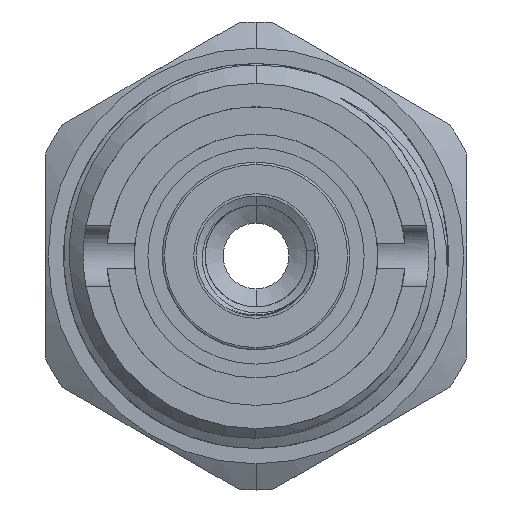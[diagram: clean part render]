
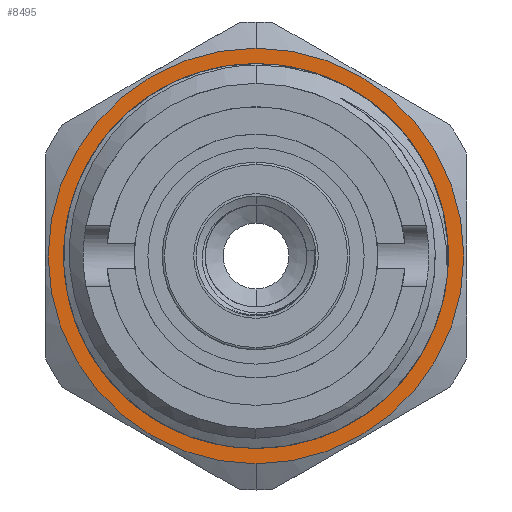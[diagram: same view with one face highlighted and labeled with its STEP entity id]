
A CAD part, front view. The second image highlights one B-rep face of the part: STEP entity #8495.
In plain terms, the highlighted planar face has unit normal (0, -1, 0).
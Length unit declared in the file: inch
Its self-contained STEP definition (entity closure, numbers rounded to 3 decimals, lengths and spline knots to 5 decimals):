
#235 = FACE_BOUND ( 'NONE', #5333, .T. ) ;
#309 = DIRECTION ( 'NONE',  ( 0., 0., -1. ) ) ;
#1120 = ORIENTED_EDGE ( 'NONE', *, *, #11228, .F. ) ;
#1378 = CIRCLE ( 'NONE', #6397, 0.555 ) ;
#1584 = CIRCLE ( 'NONE', #15063, 0.46 ) ;
#2001 = CIRCLE ( 'NONE', #9844, 0.555 ) ;
#2240 = ORIENTED_EDGE ( 'NONE', *, *, #13935, .T. ) ;
#3440 = DIRECTION ( 'NONE',  ( 0., -1., 0. ) ) ;
#3890 = DIRECTION ( 'NONE',  ( 0., 0., -1. ) ) ;
#5333 = EDGE_LOOP ( 'NONE', ( #1120, #11675 ) ) ;
#5375 = CARTESIAN_POINT ( 'NONE',  ( 0., 0.945, -0.46 ) ) ;
#6397 = AXIS2_PLACEMENT_3D ( 'NONE', #11297, #3440, #9880 ) ;
#6469 = DIRECTION ( 'NONE',  ( 0., 0., -1. ) ) ;
#6541 = CARTESIAN_POINT ( 'NONE',  ( 0., 0.945, 0. ) ) ;
#6658 = VERTEX_POINT ( 'NONE', #5375 ) ;
#7093 = CARTESIAN_POINT ( 'NONE',  ( 0., 0.945, 0.555 ) ) ;
#8189 = PLANE ( 'NONE',  #9790 ) ;
#8495 = ADVANCED_FACE ( 'NONE', ( #10603, #235 ), #8189, .T. ) ;
#9073 = CARTESIAN_POINT ( 'NONE',  ( 0., 0.945, -0.555 ) ) ;
#9121 = AXIS2_PLACEMENT_3D ( 'NONE', #6541, #10254, #6469 ) ;
#9352 = CARTESIAN_POINT ( 'NONE',  ( 0., 0.945, 0.46 ) ) ;
#9472 = EDGE_LOOP ( 'NONE', ( #2240, #13347 ) ) ;
#9790 = AXIS2_PLACEMENT_3D ( 'NONE', #14435, #13178, #309 ) ;
#9844 = AXIS2_PLACEMENT_3D ( 'NONE', #9962, #16365, #11212 ) ;
#9880 = DIRECTION ( 'NONE',  ( 0., 0., -1. ) ) ;
#9962 = CARTESIAN_POINT ( 'NONE',  ( 0., 0.945, 0. ) ) ;
#10254 = DIRECTION ( 'NONE',  ( 0., -1., 0. ) ) ;
#10603 = FACE_OUTER_BOUND ( 'NONE', #9472, .T. ) ;
#11212 = DIRECTION ( 'NONE',  ( 0., 0., -1. ) ) ;
#11228 = EDGE_CURVE ( 'NONE', #6658, #12091, #14625, .T. ) ;
#11297 = CARTESIAN_POINT ( 'NONE',  ( 0., 0.945, 0. ) ) ;
#11632 = DIRECTION ( 'NONE',  ( 0., -1., 0. ) ) ;
#11675 = ORIENTED_EDGE ( 'NONE', *, *, #14156, .F. ) ;
#12091 = VERTEX_POINT ( 'NONE', #9352 ) ;
#12298 = VERTEX_POINT ( 'NONE', #7093 ) ;
#12554 = EDGE_CURVE ( 'NONE', #14135, #12298, #1378, .T. ) ;
#13178 = DIRECTION ( 'NONE',  ( 0., -1., 0. ) ) ;
#13347 = ORIENTED_EDGE ( 'NONE', *, *, #12554, .T. ) ;
#13935 = EDGE_CURVE ( 'NONE', #12298, #14135, #2001, .T. ) ;
#14135 = VERTEX_POINT ( 'NONE', #9073 ) ;
#14156 = EDGE_CURVE ( 'NONE', #12091, #6658, #1584, .T. ) ;
#14435 = CARTESIAN_POINT ( 'NONE',  ( 0., 0.945, 0.555 ) ) ;
#14625 = CIRCLE ( 'NONE', #9121, 0.46 ) ;
#15063 = AXIS2_PLACEMENT_3D ( 'NONE', #15651, #11632, #3890 ) ;
#15651 = CARTESIAN_POINT ( 'NONE',  ( 0., 0.945, 0. ) ) ;
#16365 = DIRECTION ( 'NONE',  ( 0., -1., 0. ) ) ;
